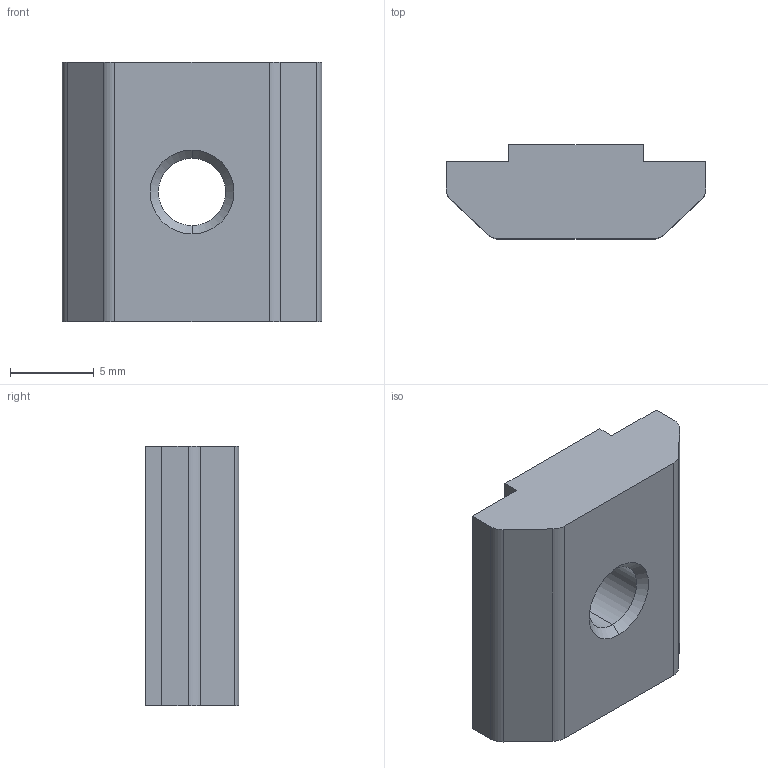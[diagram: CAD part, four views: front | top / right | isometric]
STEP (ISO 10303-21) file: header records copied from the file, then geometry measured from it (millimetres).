
FILE_DESCRIPTION (( 'STEP AP214' ), '1' );
FILE_NAME ('A860 Ñóõàðü ïàçîâûé Ì5, ïàç 8, íåðæ..STEP', '2025-10-22T06:22:58', ( '' ), ( '' ), 'SwSTEP 2.0', 'SolidWorks 2025', '' );
FILE_SCHEMA (( 'AUTOMOTIVE_DESIGN' ));
Length unit declared in the file: millimetre
Products named in the file (1): A860 Сухарь пазовый М5, паз 8, нерж.
Bounding box: 15.5 x 5.6 x 15.5 mm (x, y, z)
Volume: 1043.2 mm3; surface area: 785.5 mm2
Topology: 1 solids, 1 shells, 22 faces, 56 edges, 36 vertices
Faces by surface type: plane 12, cylinder 6, cone 4
Entity records: 691 total; most frequent: DIRECTION 118, CARTESIAN_POINT 115, ORIENTED_EDGE 112, EDGE_CURVE 56, VECTOR 40, LINE 40, AXIS2_PLACEMENT_3D 39, VERTEX_POINT 36
